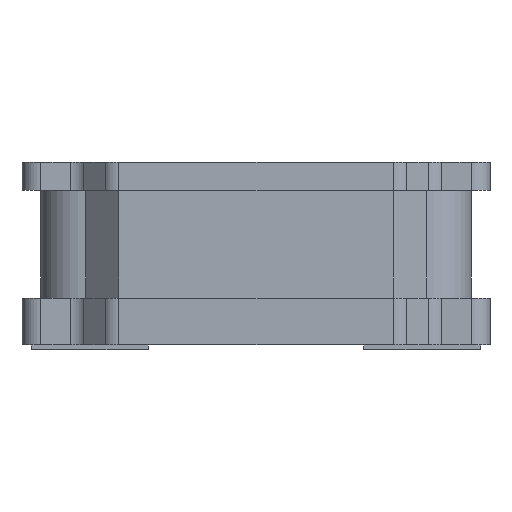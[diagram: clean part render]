
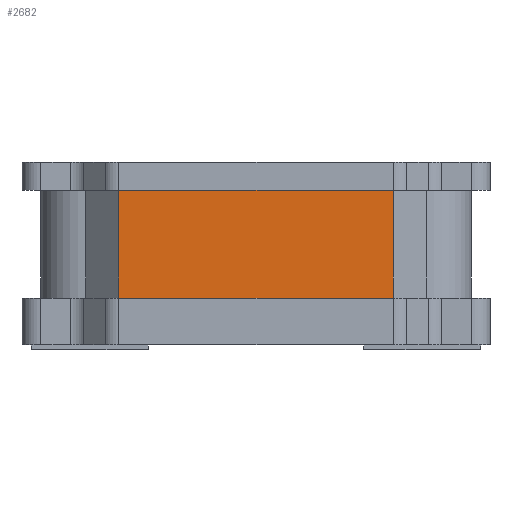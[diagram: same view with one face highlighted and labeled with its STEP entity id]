
A CAD part, left-side view. The second image highlights one B-rep face of the part: STEP entity #2682.
In plain terms, the highlighted planar face has unit normal (-1, 0, 0).
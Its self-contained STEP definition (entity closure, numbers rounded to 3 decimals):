
#68 = EDGE_CURVE ( 'NONE', #2274, #2356, #562, .T. ) ;
#328 = CARTESIAN_POINT ( 'NONE',  ( -2.3, 1.467, 1.7 ) ) ;
#329 = DIRECTION ( 'NONE',  ( 0., -1., 0. ) ) ;
#454 = PLANE ( 'NONE',  #3108 ) ;
#463 = VECTOR ( 'NONE', #876, 1000. ) ;
#562 = LINE ( 'NONE', #1889, #463 ) ;
#617 = CARTESIAN_POINT ( 'NONE',  ( -2.3, -1.467, 0.55 ) ) ;
#787 = CARTESIAN_POINT ( 'NONE',  ( -2.3, -1.467, 1.7 ) ) ;
#876 = DIRECTION ( 'NONE',  ( 0., 0., -1. ) ) ;
#1038 = VECTOR ( 'NONE', #2560, 1000. ) ;
#1079 = CARTESIAN_POINT ( 'NONE',  ( -2.3, -1.467, 1.7 ) ) ;
#1144 = LINE ( 'NONE', #2443, #2808 ) ;
#1225 = DIRECTION ( 'NONE',  ( 0., 1., 0. ) ) ;
#1446 = ORIENTED_EDGE ( 'NONE', *, *, #68, .T. ) ;
#1527 = ORIENTED_EDGE ( 'NONE', *, *, #3359, .F. ) ;
#1554 = FACE_OUTER_BOUND ( 'NONE', #2621, .T. ) ;
#1684 = DIRECTION ( 'NONE',  ( 0., -1., 0. ) ) ;
#1876 = ORIENTED_EDGE ( 'NONE', *, *, #2933, .F. ) ;
#1889 = CARTESIAN_POINT ( 'NONE',  ( -2.3, 1.467, 1.7 ) ) ;
#1912 = LINE ( 'NONE', #3227, #1950 ) ;
#1950 = VECTOR ( 'NONE', #1684, 1000. ) ;
#2274 = VERTEX_POINT ( 'NONE', #328 ) ;
#2287 = VERTEX_POINT ( 'NONE', #617 ) ;
#2356 = VERTEX_POINT ( 'NONE', #2922 ) ;
#2443 = CARTESIAN_POINT ( 'NONE',  ( -2.3, 1.467, 1.7 ) ) ;
#2560 = DIRECTION ( 'NONE',  ( 0., 0., -1. ) ) ;
#2621 = EDGE_LOOP ( 'NONE', ( #2846, #1876, #1527, #1446 ) ) ;
#2682 = ADVANCED_FACE ( 'NONE', ( #1554 ), #454, .F. ) ;
#2808 = VECTOR ( 'NONE', #329, 1000. ) ;
#2842 = LINE ( 'NONE', #787, #1038 ) ;
#2846 = ORIENTED_EDGE ( 'NONE', *, *, #3225, .T. ) ;
#2922 = CARTESIAN_POINT ( 'NONE',  ( -2.3, 1.467, 0.55 ) ) ;
#2933 = EDGE_CURVE ( 'NONE', #2947, #2287, #2842, .T. ) ;
#2947 = VERTEX_POINT ( 'NONE', #1079 ) ;
#3073 = CARTESIAN_POINT ( 'NONE',  ( -2.3, 1.467, 1.7 ) ) ;
#3108 = AXIS2_PLACEMENT_3D ( 'NONE', #3073, #3341, #1225 ) ;
#3225 = EDGE_CURVE ( 'NONE', #2356, #2287, #1912, .T. ) ;
#3227 = CARTESIAN_POINT ( 'NONE',  ( -2.3, 1.467, 0.55 ) ) ;
#3341 = DIRECTION ( 'NONE',  ( 1., 0., 0. ) ) ;
#3359 = EDGE_CURVE ( 'NONE', #2274, #2947, #1144, .T. ) ;
